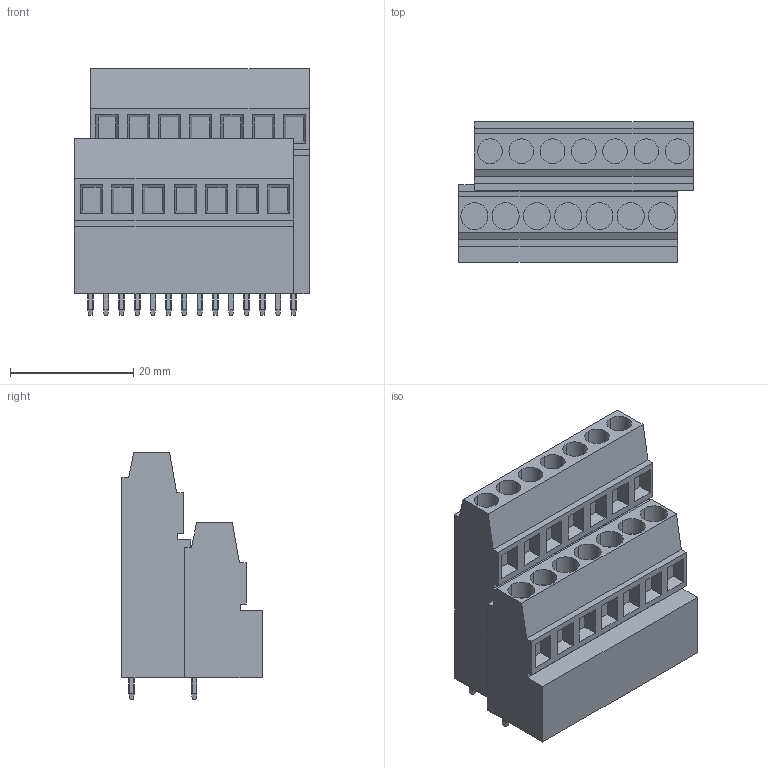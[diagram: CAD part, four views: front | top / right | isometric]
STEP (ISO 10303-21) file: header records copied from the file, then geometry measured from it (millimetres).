
FILE_DESCRIPTION(('CATIA V5 STEP Exchange','CAx-IF Rec.Pracs.--- Model Styling and Organization---1.2---2011-12-15'),'2;1');
FILE_NAME ('D1455727_0_1769290000_1769290000.stp','2018-09-07T15:06:15+00:00',('none'),('Weidmueller'),'CATIA Version 5-6 Release 2014','CATIA V5 STEP AP214','none');
FILE_SCHEMA(('AUTOMOTIVE_DESIGN { 1 0 10303 214 1 1 1 1 }'));
Length unit declared in the file: millimetre
Products named in the file (1): 1769290000
Bounding box: 38.1 x 22.8 x 40.1 mm (x, y, z)
Volume: 21028.8 mm3; surface area: 6950.5 mm2
Topology: 15 solids, 15 shells, 335 faces, 831 edges, 554 vertices
Faces by surface type: plane 307, cylinder 28
Entity records: 9313 total; most frequent: CARTESIAN_POINT 1770, ORIENTED_EDGE 1662, DIRECTION 1263, EDGE_CURVE 831, VECTOR 663, LINE 663, VERTEX_POINT 554, EDGE_LOOP 363
